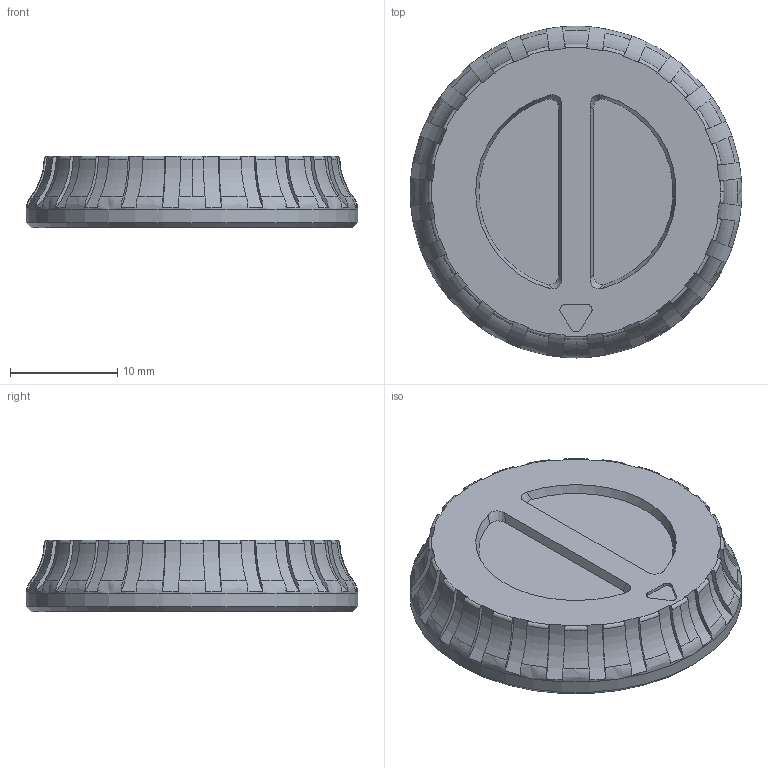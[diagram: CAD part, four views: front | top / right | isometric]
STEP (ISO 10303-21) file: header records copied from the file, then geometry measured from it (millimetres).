
FILE_DESCRIPTION(('HOOPS Exchange Step'),'2;1');
FILE_NAME('temp_export','2023-07-13T17:24:32+02:00',('mobile'),('Shapr3D Limited'),'HOOPS Exchange 2022.2','Shapr3D','Authorized');
FILE_SCHEMA( ('AUTOMOTIVE_DESIGN { 1 0 10303 214 1 1 1 1 }') );
Length unit declared in the file: millimetre
Products named in the file (3): EX-RV1K-10 TAPA BATERIA_v6.3; 0. ROVER-BH_v1-1.stp; root
Assembly tree (2 placements, depth 3):
  root
    0. ROVER-BH_v1-1.stp
      EX-RV1K-10 TAPA BATERIA_v6.3
Bounding box: 31 x 31 x 6.7 mm (x, y, z)
Volume: 2084.8 mm3; surface area: 2466.7 mm2
Topology: 1 solids, 1 shells, 167 faces, 549 edges, 391 vertices
Faces by surface type: plane 64, torus 51, cylinder 40, cone 12
Full cylindrical faces by diameter (mm): 12.9 x1, 27 x1, 29.1 x1, 31 x1
Entity records: 7001 total; most frequent: CARTESIAN_POINT 2384, ORIENTED_EDGE 1098, DIRECTION 825, EDGE_CURVE 549, VERTEX_POINT 391, AXIS2_PLACEMENT_3D 359, B_SPLINE_CURVE_WITH_KNOTS 252, CIRCLE 178
